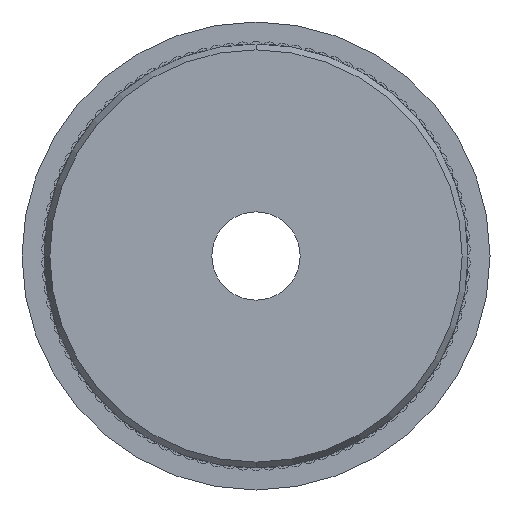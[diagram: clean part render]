
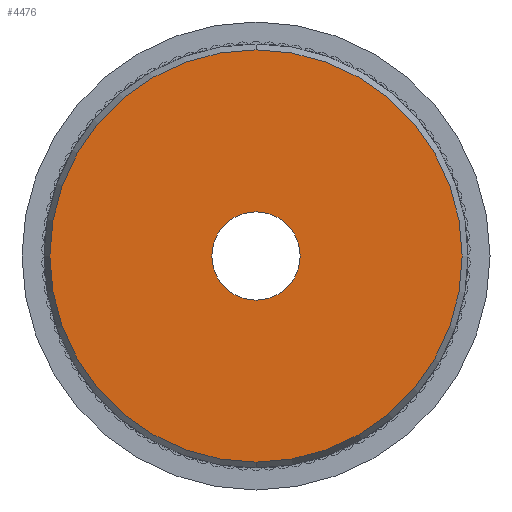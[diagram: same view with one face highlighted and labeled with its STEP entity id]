
A CAD part, front view. The second image highlights one B-rep face of the part: STEP entity #4476.
In plain terms, the highlighted planar face has unit normal (0, -1, 0).
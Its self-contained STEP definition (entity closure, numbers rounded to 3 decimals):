
#105 = CIRCLE ( 'NONE', #9408, 4. ) ;
#1020 = DIRECTION ( 'NONE',  ( 0., 1., 0. ) ) ;
#1350 = FACE_BOUND ( 'NONE', #9239, .T. ) ;
#2324 = CIRCLE ( 'NONE', #7482, 4. ) ;
#2429 = PLANE ( 'NONE',  #6257 ) ;
#3030 = CARTESIAN_POINT ( 'NONE',  ( 0., -7.215, -4. ) ) ;
#3240 = DIRECTION ( 'NONE',  ( 0., 1., 0. ) ) ;
#3623 = DIRECTION ( 'NONE',  ( 0., 0., 1. ) ) ;
#3763 = CIRCLE ( 'NONE', #9411, 18.678 ) ;
#3801 = DIRECTION ( 'NONE',  ( 0., 1., 0. ) ) ;
#3888 = ORIENTED_EDGE ( 'NONE', *, *, #13446, .T. ) ;
#3889 = CARTESIAN_POINT ( 'NONE',  ( -18.678, -7.215, 0. ) ) ;
#4476 = ADVANCED_FACE ( 'NONE', ( #1350, #10884 ), #2429, .T. ) ;
#5021 = ORIENTED_EDGE ( 'NONE', *, *, #9236, .T. ) ;
#5386 = DIRECTION ( 'NONE',  ( 0., 0., 1. ) ) ;
#5949 = EDGE_CURVE ( 'NONE', #6455, #7006, #14654, .T. ) ;
#5977 = ORIENTED_EDGE ( 'NONE', *, *, #5949, .F. ) ;
#6071 = DIRECTION ( 'NONE',  ( 0., 1., 0. ) ) ;
#6257 = AXIS2_PLACEMENT_3D ( 'NONE', #3889, #7337, #14254 ) ;
#6455 = VERTEX_POINT ( 'NONE', #9287 ) ;
#7006 = VERTEX_POINT ( 'NONE', #9864 ) ;
#7064 = VERTEX_POINT ( 'NONE', #3030 ) ;
#7337 = DIRECTION ( 'NONE',  ( 0., -1., 0. ) ) ;
#7482 = AXIS2_PLACEMENT_3D ( 'NONE', #8446, #6071, #3623 ) ;
#7924 = DIRECTION ( 'NONE',  ( 0., 0., 1. ) ) ;
#8082 = ORIENTED_EDGE ( 'NONE', *, *, #11594, .F. ) ;
#8446 = CARTESIAN_POINT ( 'NONE',  ( 0., -7.215, 0. ) ) ;
#8487 = DIRECTION ( 'NONE',  ( 0., 0., 1. ) ) ;
#9236 = EDGE_CURVE ( 'NONE', #7064, #14814, #105, .T. ) ;
#9239 = EDGE_LOOP ( 'NONE', ( #3888, #5021 ) ) ;
#9287 = CARTESIAN_POINT ( 'NONE',  ( 0., -7.215, 18.678 ) ) ;
#9408 = AXIS2_PLACEMENT_3D ( 'NONE', #13248, #3801, #8487 ) ;
#9411 = AXIS2_PLACEMENT_3D ( 'NONE', #13696, #3240, #5386 ) ;
#9864 = CARTESIAN_POINT ( 'NONE',  ( 0., -7.215, -18.678 ) ) ;
#9993 = AXIS2_PLACEMENT_3D ( 'NONE', #13986, #1020, #7924 ) ;
#10884 = FACE_OUTER_BOUND ( 'NONE', #11220, .T. ) ;
#11220 = EDGE_LOOP ( 'NONE', ( #5977, #8082 ) ) ;
#11594 = EDGE_CURVE ( 'NONE', #7006, #6455, #3763, .T. ) ;
#13248 = CARTESIAN_POINT ( 'NONE',  ( 0., -7.215, 0. ) ) ;
#13446 = EDGE_CURVE ( 'NONE', #14814, #7064, #2324, .T. ) ;
#13688 = CARTESIAN_POINT ( 'NONE',  ( 0., -7.215, 4. ) ) ;
#13696 = CARTESIAN_POINT ( 'NONE',  ( 0., -7.215, 0. ) ) ;
#13986 = CARTESIAN_POINT ( 'NONE',  ( 0., -7.215, 0. ) ) ;
#14254 = DIRECTION ( 'NONE',  ( 0., 0., -1. ) ) ;
#14654 = CIRCLE ( 'NONE', #9993, 18.678 ) ;
#14814 = VERTEX_POINT ( 'NONE', #13688 ) ;
